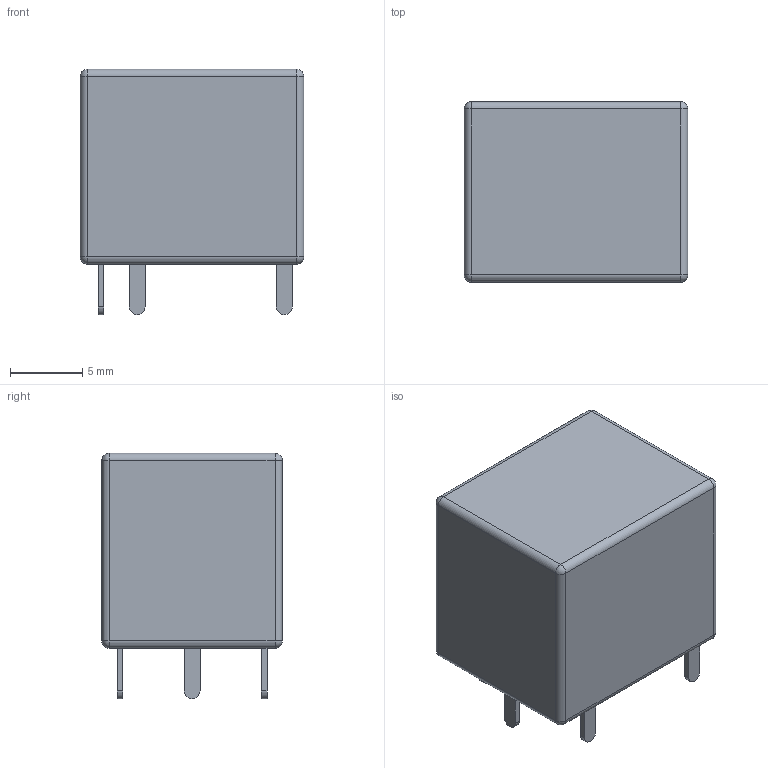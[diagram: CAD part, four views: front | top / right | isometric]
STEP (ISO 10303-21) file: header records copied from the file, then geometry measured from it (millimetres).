
FILE_DESCRIPTION (( 'STEP AP214' ), '1' );
FILE_NAME ('RELAY-TH_MQ8-A-S-DCXX.step', '2022-07-09T13:46:53', ( '' ), ( '' ), 'SwSTEP 2.0', 'SolidWorks 2020', '' );
FILE_SCHEMA (( 'AUTOMOTIVE_DESIGN' ));
Length unit declared in the file: millimetre
Products named in the file (1): RELAY-TH_MQ8-A-S-DCXX
Bounding box: 15.5 x 12.51 x 17 mm (x, y, z)
Volume: 2612.9 mm3; surface area: 1152.7 mm2
Topology: 10 solids, 10 shells, 338 faces, 881 edges, 574 vertices
Faces by surface type: plane 200, bspline 112, cylinder 18, sphere 8
Entity records: 14552 total; most frequent: CARTESIAN_POINT 3890, ORIENTED_EDGE 1746, DIRECTION 1135, EDGE_CURVE 873, LINE 609, VECTOR 609, VERTEX_POINT 574, EDGE_LOOP 361
